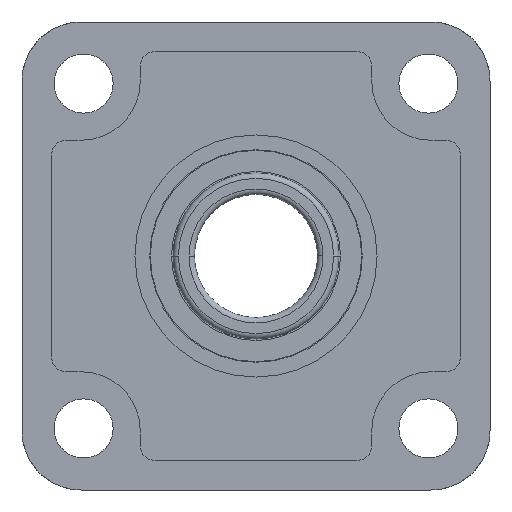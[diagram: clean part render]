
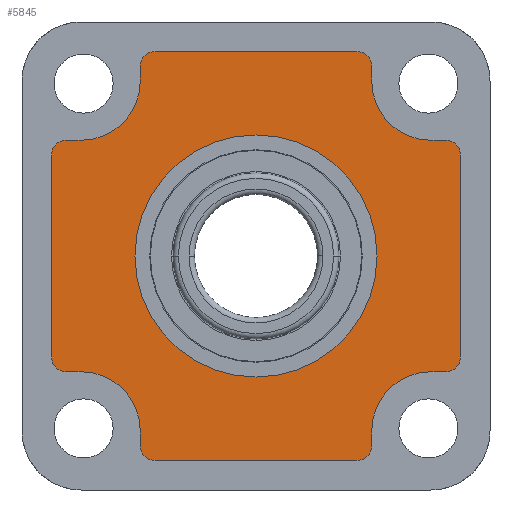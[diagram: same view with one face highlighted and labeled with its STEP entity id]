
A CAD part, front view. The second image highlights one B-rep face of the part: STEP entity #5845.
In plain terms, the highlighted planar face has unit normal (0, -1, 0).
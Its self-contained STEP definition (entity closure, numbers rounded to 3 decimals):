
#1437=CARTESIAN_POINT('',(0.,-6.,0.));
#1438=DIRECTION('',(0.,1.,0.));
#1439=DIRECTION('',(0.,0.,-1.));
#1440=AXIS2_PLACEMENT_3D('',#1437,#1438,#1439);
#1491=CARTESIAN_POINT('',(0.,-6.,0.));
#1492=DIRECTION('',(0.,1.,0.));
#1493=DIRECTION('',(0.,0.,1.));
#1494=AXIS2_PLACEMENT_3D('',#1491,#1492,#1493);
#1501=CARTESIAN_POINT('',(20.5,-6.,-38.5));
#1502=DIRECTION('',(0.,-1.,0.));
#1503=DIRECTION('',(0.,0.,-1.));
#1504=AXIS2_PLACEMENT_3D('',#1501,#1502,#1503);
#1506=DIRECTION('',(1.,0.,0.));
#1507=VECTOR('',#1506,41.);
#1508=CARTESIAN_POINT('',(-20.5,-6.,-41.5));
#1509=LINE('',#1508,#1507);
#1510=CARTESIAN_POINT('',(-20.5,-6.,-38.5));
#1511=DIRECTION('',(0.,-1.,0.));
#1512=DIRECTION('',(-1.,0.,0.));
#1513=AXIS2_PLACEMENT_3D('',#1510,#1511,#1512);
#1515=DIRECTION('',(0.,0.,-1.));
#1516=VECTOR('',#1515,3.);
#1517=CARTESIAN_POINT('',(-23.5,-6.,-35.5));
#1518=LINE('',#1517,#1516);
#1519=CARTESIAN_POINT('',(-35.5,-6.,-35.5));
#1520=DIRECTION('',(0.,1.,0.));
#1521=DIRECTION('',(0.,0.,1.));
#1522=AXIS2_PLACEMENT_3D('',#1519,#1520,#1521);
#1524=DIRECTION('',(1.,0.,0.));
#1525=VECTOR('',#1524,3.);
#1526=CARTESIAN_POINT('',(-38.5,-6.,-23.5));
#1527=LINE('',#1526,#1525);
#1528=CARTESIAN_POINT('',(-38.5,-6.,-20.5));
#1529=DIRECTION('',(0.,-1.,0.));
#1530=DIRECTION('',(-1.,0.,0.));
#1531=AXIS2_PLACEMENT_3D('',#1528,#1529,#1530);
#1533=DIRECTION('',(0.,0.,-1.));
#1534=VECTOR('',#1533,41.);
#1535=CARTESIAN_POINT('',(-41.5,-6.,20.5));
#1536=LINE('',#1535,#1534);
#1537=CARTESIAN_POINT('',(-38.5,-6.,20.5));
#1538=DIRECTION('',(0.,-1.,0.));
#1539=DIRECTION('',(0.,0.,1.));
#1540=AXIS2_PLACEMENT_3D('',#1537,#1538,#1539);
#1542=DIRECTION('',(-1.,0.,0.));
#1543=VECTOR('',#1542,3.);
#1544=CARTESIAN_POINT('',(-35.5,-6.,23.5));
#1545=LINE('',#1544,#1543);
#1546=CARTESIAN_POINT('',(-35.5,-6.,35.5));
#1547=DIRECTION('',(0.,1.,0.));
#1548=DIRECTION('',(1.,0.,0.));
#1549=AXIS2_PLACEMENT_3D('',#1546,#1547,#1548);
#1551=DIRECTION('',(0.,0.,-1.));
#1552=VECTOR('',#1551,3.);
#1553=CARTESIAN_POINT('',(-23.5,-6.,38.5));
#1554=LINE('',#1553,#1552);
#1555=CARTESIAN_POINT('',(-20.5,-6.,38.5));
#1556=DIRECTION('',(0.,-1.,0.));
#1557=DIRECTION('',(0.,0.,1.));
#1558=AXIS2_PLACEMENT_3D('',#1555,#1556,#1557);
#1560=DIRECTION('',(-1.,0.,0.));
#1561=VECTOR('',#1560,41.);
#1562=CARTESIAN_POINT('',(20.5,-6.,41.5));
#1563=LINE('',#1562,#1561);
#1564=CARTESIAN_POINT('',(20.5,-6.,38.5));
#1565=DIRECTION('',(0.,-1.,0.));
#1566=DIRECTION('',(1.,0.,0.));
#1567=AXIS2_PLACEMENT_3D('',#1564,#1565,#1566);
#1569=DIRECTION('',(0.,0.,1.));
#1570=VECTOR('',#1569,3.);
#1571=CARTESIAN_POINT('',(23.5,-6.,35.5));
#1572=LINE('',#1571,#1570);
#1573=CARTESIAN_POINT('',(35.5,-6.,35.5));
#1574=DIRECTION('',(0.,1.,0.));
#1575=DIRECTION('',(0.,0.,-1.));
#1576=AXIS2_PLACEMENT_3D('',#1573,#1574,#1575);
#1578=DIRECTION('',(-1.,0.,0.));
#1579=VECTOR('',#1578,3.);
#1580=CARTESIAN_POINT('',(38.5,-6.,23.5));
#1581=LINE('',#1580,#1579);
#1582=CARTESIAN_POINT('',(38.5,-6.,20.5));
#1583=DIRECTION('',(0.,-1.,0.));
#1584=DIRECTION('',(1.,0.,0.));
#1585=AXIS2_PLACEMENT_3D('',#1582,#1583,#1584);
#1587=DIRECTION('',(0.,0.,1.));
#1588=VECTOR('',#1587,41.);
#1589=CARTESIAN_POINT('',(41.5,-6.,-20.5));
#1590=LINE('',#1589,#1588);
#1591=CARTESIAN_POINT('',(38.5,-6.,-20.5));
#1592=DIRECTION('',(0.,-1.,0.));
#1593=DIRECTION('',(0.,0.,-1.));
#1594=AXIS2_PLACEMENT_3D('',#1591,#1592,#1593);
#1596=DIRECTION('',(1.,0.,0.));
#1597=VECTOR('',#1596,3.);
#1598=CARTESIAN_POINT('',(35.5,-6.,-23.5));
#1599=LINE('',#1598,#1597);
#1600=CARTESIAN_POINT('',(35.5,-6.,-35.5));
#1601=DIRECTION('',(0.,1.,0.));
#1602=DIRECTION('',(-1.,0.,0.));
#1603=AXIS2_PLACEMENT_3D('',#1600,#1601,#1602);
#1605=DIRECTION('',(0.,0.,1.));
#1606=VECTOR('',#1605,3.);
#1607=CARTESIAN_POINT('',(23.5,-6.,-38.5));
#1608=LINE('',#1607,#1606);
#3685=CARTESIAN_POINT('',(23.5,-6.,-35.5));
#3686=CARTESIAN_POINT('',(35.5,-6.,-23.5));
#3687=VERTEX_POINT('',#3685);
#3688=VERTEX_POINT('',#3686);
#3689=CARTESIAN_POINT('',(35.5,-6.,23.5));
#3690=CARTESIAN_POINT('',(23.5,-6.,35.5));
#3691=VERTEX_POINT('',#3689);
#3692=VERTEX_POINT('',#3690);
#3693=CARTESIAN_POINT('',(-23.5,-6.,35.5));
#3694=CARTESIAN_POINT('',(-35.5,-6.,23.5));
#3695=VERTEX_POINT('',#3693);
#3696=VERTEX_POINT('',#3694);
#3697=CARTESIAN_POINT('',(-35.5,-6.,-23.5));
#3698=CARTESIAN_POINT('',(-23.5,-6.,-35.5));
#3699=VERTEX_POINT('',#3697);
#3700=VERTEX_POINT('',#3698);
#3717=CARTESIAN_POINT('',(0.,-6.,-24.571));
#3718=CARTESIAN_POINT('',(0.,-6.,24.571));
#3719=VERTEX_POINT('',#3717);
#3720=VERTEX_POINT('',#3718);
#3721=CARTESIAN_POINT('',(20.5,-6.,-41.5));
#3722=CARTESIAN_POINT('',(23.5,-6.,-38.5));
#3723=VERTEX_POINT('',#3721);
#3724=VERTEX_POINT('',#3722);
#3729=CARTESIAN_POINT('',(-23.5,-6.,-38.5));
#3730=CARTESIAN_POINT('',(-20.5,-6.,-41.5));
#3731=VERTEX_POINT('',#3729);
#3732=VERTEX_POINT('',#3730);
#3737=CARTESIAN_POINT('',(-41.5,-6.,-20.5));
#3738=CARTESIAN_POINT('',(-38.5,-6.,-23.5));
#3739=VERTEX_POINT('',#3737);
#3740=VERTEX_POINT('',#3738);
#3745=CARTESIAN_POINT('',(-38.5,-6.,23.5));
#3746=CARTESIAN_POINT('',(-41.5,-6.,20.5));
#3747=VERTEX_POINT('',#3745);
#3748=VERTEX_POINT('',#3746);
#3753=CARTESIAN_POINT('',(-20.5,-6.,41.5));
#3754=CARTESIAN_POINT('',(-23.5,-6.,38.5));
#3755=VERTEX_POINT('',#3753);
#3756=VERTEX_POINT('',#3754);
#3761=CARTESIAN_POINT('',(23.5,-6.,38.5));
#3762=CARTESIAN_POINT('',(20.5,-6.,41.5));
#3763=VERTEX_POINT('',#3761);
#3764=VERTEX_POINT('',#3762);
#3769=CARTESIAN_POINT('',(41.5,-6.,20.5));
#3770=CARTESIAN_POINT('',(38.5,-6.,23.5));
#3771=VERTEX_POINT('',#3769);
#3772=VERTEX_POINT('',#3770);
#3777=CARTESIAN_POINT('',(38.5,-6.,-23.5));
#3778=CARTESIAN_POINT('',(41.5,-6.,-20.5));
#3779=VERTEX_POINT('',#3777);
#3780=VERTEX_POINT('',#3778);
#5786=CARTESIAN_POINT('',(0.,-6.,0.));
#5787=DIRECTION('',(0.,-1.,0.));
#5788=DIRECTION('',(-1.,0.,0.));
#5789=AXIS2_PLACEMENT_3D('',#5786,#5787,#5788);
#5790=PLANE('',#5789);
#5792=ORIENTED_EDGE('',*,*,#5791,.F.);
#5794=ORIENTED_EDGE('',*,*,#5793,.F.);
#5796=ORIENTED_EDGE('',*,*,#5795,.F.);
#5798=ORIENTED_EDGE('',*,*,#5797,.F.);
#5800=ORIENTED_EDGE('',*,*,#5799,.F.);
#5802=ORIENTED_EDGE('',*,*,#5801,.F.);
#5804=ORIENTED_EDGE('',*,*,#5803,.F.);
#5806=ORIENTED_EDGE('',*,*,#5805,.F.);
#5808=ORIENTED_EDGE('',*,*,#5807,.F.);
#5810=ORIENTED_EDGE('',*,*,#5809,.F.);
#5812=ORIENTED_EDGE('',*,*,#5811,.F.);
#5814=ORIENTED_EDGE('',*,*,#5813,.F.);
#5816=ORIENTED_EDGE('',*,*,#5815,.F.);
#5818=ORIENTED_EDGE('',*,*,#5817,.F.);
#5820=ORIENTED_EDGE('',*,*,#5819,.F.);
#5822=ORIENTED_EDGE('',*,*,#5821,.F.);
#5824=ORIENTED_EDGE('',*,*,#5823,.F.);
#5826=ORIENTED_EDGE('',*,*,#5825,.F.);
#5828=ORIENTED_EDGE('',*,*,#5827,.F.);
#5830=ORIENTED_EDGE('',*,*,#5829,.F.);
#5832=ORIENTED_EDGE('',*,*,#5831,.F.);
#5834=ORIENTED_EDGE('',*,*,#5833,.F.);
#5836=ORIENTED_EDGE('',*,*,#5835,.F.);
#5838=ORIENTED_EDGE('',*,*,#5837,.F.);
#5839=EDGE_LOOP('',(#5792,#5794,#5796,#5798,#5800,#5802,#5804,#5806,#5808,#5810,
#5812,#5814,#5816,#5818,#5820,#5822,#5824,#5826,#5828,#5830,#5832,#5834,#5836,
#5838));
#5840=FACE_OUTER_BOUND('',#5839,.F.);
#5841=ORIENTED_EDGE('',*,*,#5728,.F.);
#5842=ORIENTED_EDGE('',*,*,#5780,.F.);
#5843=EDGE_LOOP('',(#5841,#5842));
#5844=FACE_BOUND('',#5843,.F.);
#5845=ADVANCED_FACE('',(#5840,#5844),#5790,.T.);
#1441=CIRCLE('',#1440,24.571);
#1495=CIRCLE('',#1494,24.571);
#1505=CIRCLE('',#1504,3.);
#1514=CIRCLE('',#1513,3.);
#1523=CIRCLE('',#1522,12.);
#1532=CIRCLE('',#1531,3.);
#1541=CIRCLE('',#1540,3.);
#1550=CIRCLE('',#1549,12.);
#1559=CIRCLE('',#1558,3.);
#1568=CIRCLE('',#1567,3.);
#1577=CIRCLE('',#1576,12.);
#1586=CIRCLE('',#1585,3.);
#1595=CIRCLE('',#1594,3.);
#1604=CIRCLE('',#1603,12.);
#5728=EDGE_CURVE('',#3719,#3720,#1441,.T.);
#5780=EDGE_CURVE('',#3720,#3719,#1495,.T.);
#5791=EDGE_CURVE('',#3723,#3724,#1505,.T.);
#5793=EDGE_CURVE('',#3732,#3723,#1509,.T.);
#5795=EDGE_CURVE('',#3731,#3732,#1514,.T.);
#5797=EDGE_CURVE('',#3700,#3731,#1518,.T.);
#5799=EDGE_CURVE('',#3699,#3700,#1523,.T.);
#5801=EDGE_CURVE('',#3740,#3699,#1527,.T.);
#5803=EDGE_CURVE('',#3739,#3740,#1532,.T.);
#5805=EDGE_CURVE('',#3748,#3739,#1536,.T.);
#5807=EDGE_CURVE('',#3747,#3748,#1541,.T.);
#5809=EDGE_CURVE('',#3696,#3747,#1545,.T.);
#5811=EDGE_CURVE('',#3695,#3696,#1550,.T.);
#5813=EDGE_CURVE('',#3756,#3695,#1554,.T.);
#5815=EDGE_CURVE('',#3755,#3756,#1559,.T.);
#5817=EDGE_CURVE('',#3764,#3755,#1563,.T.);
#5819=EDGE_CURVE('',#3763,#3764,#1568,.T.);
#5821=EDGE_CURVE('',#3692,#3763,#1572,.T.);
#5823=EDGE_CURVE('',#3691,#3692,#1577,.T.);
#5825=EDGE_CURVE('',#3772,#3691,#1581,.T.);
#5827=EDGE_CURVE('',#3771,#3772,#1586,.T.);
#5829=EDGE_CURVE('',#3780,#3771,#1590,.T.);
#5831=EDGE_CURVE('',#3779,#3780,#1595,.T.);
#5833=EDGE_CURVE('',#3688,#3779,#1599,.T.);
#5835=EDGE_CURVE('',#3687,#3688,#1604,.T.);
#5837=EDGE_CURVE('',#3724,#3687,#1608,.T.);
